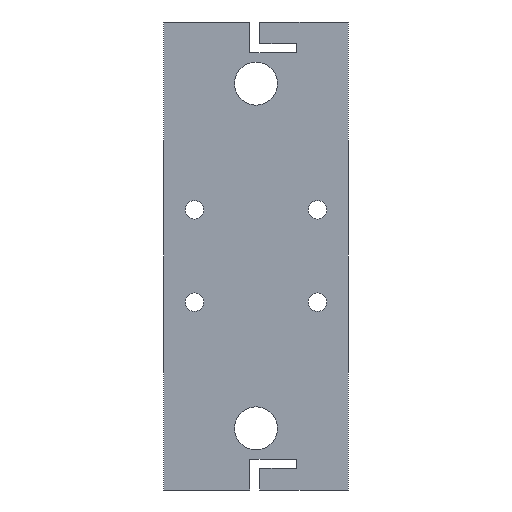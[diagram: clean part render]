
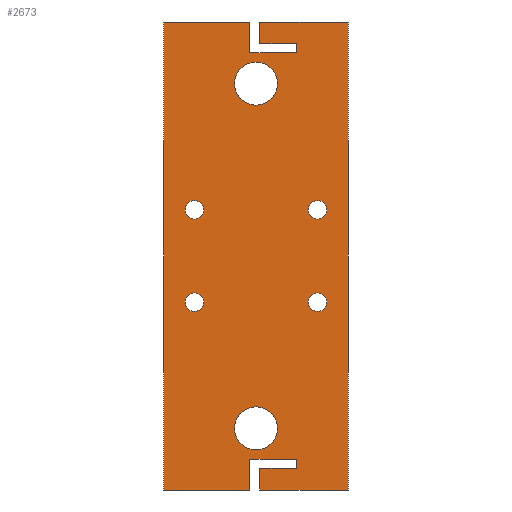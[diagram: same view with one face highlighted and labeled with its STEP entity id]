
A CAD part, front view. The second image highlights one B-rep face of the part: STEP entity #2673.
In plain terms, the highlighted planar face has unit normal (0, -1, 0).
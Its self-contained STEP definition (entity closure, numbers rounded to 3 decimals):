
#25=FACE_BOUND('',#303,.T.);
#26=FACE_BOUND('',#304,.T.);
#27=FACE_BOUND('',#305,.T.);
#28=FACE_BOUND('',#306,.T.);
#29=FACE_BOUND('',#307,.T.);
#30=FACE_BOUND('',#308,.T.);
#53=PLANE('',#2845);
#160=FACE_OUTER_BOUND('',#302,.T.);
#302=EDGE_LOOP('',(#1956,#1957,#1958,#1959,#1960,#1961,#1962,#1963,#1964,
#1965,#1966,#1967,#1968,#1969,#1970,#1971));
#303=EDGE_LOOP('',(#1972));
#304=EDGE_LOOP('',(#1973));
#305=EDGE_LOOP('',(#1974));
#306=EDGE_LOOP('',(#1975));
#307=EDGE_LOOP('',(#1976));
#308=EDGE_LOOP('',(#1977));
#422=CIRCLE('',#2846,3.5);
#423=CIRCLE('',#2847,3.5);
#424=CIRCLE('',#2848,1.5);
#425=CIRCLE('',#2849,1.5);
#426=CIRCLE('',#2850,1.5);
#427=CIRCLE('',#2851,1.5);
#698=LINE('',#5778,#884);
#699=LINE('',#5780,#885);
#700=LINE('',#5782,#886);
#701=LINE('',#5784,#887);
#702=LINE('',#5786,#888);
#703=LINE('',#5788,#889);
#704=LINE('',#5790,#890);
#705=LINE('',#5792,#891);
#706=LINE('',#5794,#892);
#707=LINE('',#5796,#893);
#708=LINE('',#5798,#894);
#709=LINE('',#5800,#895);
#710=LINE('',#5802,#896);
#711=LINE('',#5804,#897);
#712=LINE('',#5806,#898);
#713=LINE('',#5807,#899);
#884=VECTOR('',#3181,10.);
#885=VECTOR('',#3182,10.);
#886=VECTOR('',#3183,10.);
#887=VECTOR('',#3184,10.);
#888=VECTOR('',#3185,10.);
#889=VECTOR('',#3186,10.);
#890=VECTOR('',#3187,10.);
#891=VECTOR('',#3188,10.);
#892=VECTOR('',#3189,10.);
#893=VECTOR('',#3190,10.);
#894=VECTOR('',#3191,10.);
#895=VECTOR('',#3192,10.);
#896=VECTOR('',#3193,10.);
#897=VECTOR('',#3194,10.);
#898=VECTOR('',#3195,10.);
#899=VECTOR('',#3196,10.);
#1168=VERTEX_POINT('',#5776);
#1169=VERTEX_POINT('',#5777);
#1170=VERTEX_POINT('',#5779);
#1171=VERTEX_POINT('',#5781);
#1172=VERTEX_POINT('',#5783);
#1173=VERTEX_POINT('',#5785);
#1174=VERTEX_POINT('',#5787);
#1175=VERTEX_POINT('',#5789);
#1176=VERTEX_POINT('',#5791);
#1177=VERTEX_POINT('',#5793);
#1178=VERTEX_POINT('',#5795);
#1179=VERTEX_POINT('',#5797);
#1180=VERTEX_POINT('',#5799);
#1181=VERTEX_POINT('',#5801);
#1182=VERTEX_POINT('',#5803);
#1183=VERTEX_POINT('',#5805);
#1184=VERTEX_POINT('',#5808);
#1185=VERTEX_POINT('',#5810);
#1186=VERTEX_POINT('',#5812);
#1187=VERTEX_POINT('',#5814);
#1188=VERTEX_POINT('',#5816);
#1189=VERTEX_POINT('',#5818);
#1494=EDGE_CURVE('',#1168,#1169,#698,.T.);
#1495=EDGE_CURVE('',#1170,#1168,#699,.T.);
#1496=EDGE_CURVE('',#1171,#1170,#700,.T.);
#1497=EDGE_CURVE('',#1172,#1171,#701,.T.);
#1498=EDGE_CURVE('',#1173,#1172,#702,.T.);
#1499=EDGE_CURVE('',#1174,#1173,#703,.T.);
#1500=EDGE_CURVE('',#1175,#1174,#704,.T.);
#1501=EDGE_CURVE('',#1176,#1175,#705,.T.);
#1502=EDGE_CURVE('',#1177,#1176,#706,.T.);
#1503=EDGE_CURVE('',#1178,#1177,#707,.T.);
#1504=EDGE_CURVE('',#1179,#1178,#708,.T.);
#1505=EDGE_CURVE('',#1180,#1179,#709,.T.);
#1506=EDGE_CURVE('',#1181,#1180,#710,.T.);
#1507=EDGE_CURVE('',#1182,#1181,#711,.T.);
#1508=EDGE_CURVE('',#1183,#1182,#712,.T.);
#1509=EDGE_CURVE('',#1169,#1183,#713,.T.);
#1510=EDGE_CURVE('',#1184,#1184,#422,.T.);
#1511=EDGE_CURVE('',#1185,#1185,#423,.T.);
#1512=EDGE_CURVE('',#1186,#1186,#424,.T.);
#1513=EDGE_CURVE('',#1187,#1187,#425,.T.);
#1514=EDGE_CURVE('',#1188,#1188,#426,.T.);
#1515=EDGE_CURVE('',#1189,#1189,#427,.T.);
#1956=ORIENTED_EDGE('',*,*,#1494,.F.);
#1957=ORIENTED_EDGE('',*,*,#1495,.F.);
#1958=ORIENTED_EDGE('',*,*,#1496,.F.);
#1959=ORIENTED_EDGE('',*,*,#1497,.F.);
#1960=ORIENTED_EDGE('',*,*,#1498,.F.);
#1961=ORIENTED_EDGE('',*,*,#1499,.F.);
#1962=ORIENTED_EDGE('',*,*,#1500,.F.);
#1963=ORIENTED_EDGE('',*,*,#1501,.F.);
#1964=ORIENTED_EDGE('',*,*,#1502,.F.);
#1965=ORIENTED_EDGE('',*,*,#1503,.F.);
#1966=ORIENTED_EDGE('',*,*,#1504,.F.);
#1967=ORIENTED_EDGE('',*,*,#1505,.F.);
#1968=ORIENTED_EDGE('',*,*,#1506,.F.);
#1969=ORIENTED_EDGE('',*,*,#1507,.F.);
#1970=ORIENTED_EDGE('',*,*,#1508,.F.);
#1971=ORIENTED_EDGE('',*,*,#1509,.F.);
#1972=ORIENTED_EDGE('',*,*,#1510,.F.);
#1973=ORIENTED_EDGE('',*,*,#1511,.F.);
#1974=ORIENTED_EDGE('',*,*,#1512,.F.);
#1975=ORIENTED_EDGE('',*,*,#1513,.F.);
#1976=ORIENTED_EDGE('',*,*,#1514,.F.);
#1977=ORIENTED_EDGE('',*,*,#1515,.F.);
#2673=ADVANCED_FACE('',(#160,#25,#26,#27,#28,#29,#30),#53,.T.);
#2845=AXIS2_PLACEMENT_3D('',#5775,#3179,#3180);
#2846=AXIS2_PLACEMENT_3D('',#5809,#3197,#3198);
#2847=AXIS2_PLACEMENT_3D('',#5811,#3199,#3200);
#2848=AXIS2_PLACEMENT_3D('',#5813,#3201,#3202);
#2849=AXIS2_PLACEMENT_3D('',#5815,#3203,#3204);
#2850=AXIS2_PLACEMENT_3D('',#5817,#3205,#3206);
#2851=AXIS2_PLACEMENT_3D('',#5819,#3207,#3208);
#3179=DIRECTION('center_axis',(0.,-1.,0.));
#3180=DIRECTION('ref_axis',(0.,0.,-1.));
#3181=DIRECTION('',(0.,0.,-1.));
#3182=DIRECTION('',(-1.,0.,0.));
#3183=DIRECTION('',(0.,0.,1.));
#3184=DIRECTION('',(1.,0.,0.));
#3185=DIRECTION('',(0.,0.,1.));
#3186=DIRECTION('',(-1.,0.,0.));
#3187=DIRECTION('',(0.,0.,-1.));
#3188=DIRECTION('',(1.,0.,0.));
#3189=DIRECTION('',(0.,0.,1.));
#3190=DIRECTION('',(-1.,0.,0.));
#3191=DIRECTION('',(0.,0.,1.));
#3192=DIRECTION('',(1.,0.,0.));
#3193=DIRECTION('',(0.,0.,-1.));
#3194=DIRECTION('',(1.,0.,0.));
#3195=DIRECTION('',(0.,0.,1.));
#3196=DIRECTION('',(-1.,0.,0.));
#3197=DIRECTION('center_axis',(0.,-1.,0.));
#3198=DIRECTION('ref_axis',(1.,0.,0.));
#3199=DIRECTION('center_axis',(0.,-1.,0.));
#3200=DIRECTION('ref_axis',(1.,0.,0.));
#3201=DIRECTION('center_axis',(0.,-1.,0.));
#3202=DIRECTION('ref_axis',(1.,0.,0.));
#3203=DIRECTION('center_axis',(0.,-1.,0.));
#3204=DIRECTION('ref_axis',(1.,0.,0.));
#3205=DIRECTION('center_axis',(0.,-1.,0.));
#3206=DIRECTION('ref_axis',(1.,0.,0.));
#3207=DIRECTION('center_axis',(0.,-1.,0.));
#3208=DIRECTION('ref_axis',(1.,0.,0.));
#5775=CARTESIAN_POINT('Origin',(0.,6.,0.));
#5776=CARTESIAN_POINT('',(11.,6.,-68.));
#5777=CARTESIAN_POINT('',(11.,6.,-73.));
#5778=CARTESIAN_POINT('',(11.,6.,-34.));
#5779=CARTESIAN_POINT('',(18.6,6.,-68.));
#5780=CARTESIAN_POINT('',(9.3,6.,-68.));
#5781=CARTESIAN_POINT('',(18.6,6.,-69.5));
#5782=CARTESIAN_POINT('',(18.6,6.,-34.75));
#5783=CARTESIAN_POINT('',(12.6,6.,-69.5));
#5784=CARTESIAN_POINT('',(6.3,6.,-69.5));
#5785=CARTESIAN_POINT('',(12.6,6.,-73.));
#5786=CARTESIAN_POINT('',(12.6,6.,-35.5));
#5787=CARTESIAN_POINT('',(27.,6.,-73.));
#5788=CARTESIAN_POINT('',(0.,6.,-73.));
#5789=CARTESIAN_POINT('',(27.,6.,3.));
#5790=CARTESIAN_POINT('',(27.,6.,-17.5));
#5791=CARTESIAN_POINT('',(12.6,6.,3.));
#5792=CARTESIAN_POINT('',(0.,6.,3.));
#5793=CARTESIAN_POINT('',(12.6,6.,-0.5));
#5794=CARTESIAN_POINT('',(12.6,6.,0.5));
#5795=CARTESIAN_POINT('',(18.6,6.,-0.5));
#5796=CARTESIAN_POINT('',(6.3,6.,-0.5));
#5797=CARTESIAN_POINT('',(18.6,6.,-2.));
#5798=CARTESIAN_POINT('',(18.6,6.,-0.25));
#5799=CARTESIAN_POINT('',(11.,6.,-2.));
#5800=CARTESIAN_POINT('',(9.3,6.,-2.));
#5801=CARTESIAN_POINT('',(11.,6.,3.));
#5802=CARTESIAN_POINT('',(11.,6.,-1.));
#5803=CARTESIAN_POINT('',(-3.,6.,3.));
#5804=CARTESIAN_POINT('',(0.,6.,3.));
#5805=CARTESIAN_POINT('',(-3.,6.,-73.));
#5806=CARTESIAN_POINT('',(-3.,6.,-17.5));
#5807=CARTESIAN_POINT('',(0.,6.,-73.));
#5808=CARTESIAN_POINT('',(8.5,6.,-63.));
#5809=CARTESIAN_POINT('Origin',(12.,6.,-63.));
#5810=CARTESIAN_POINT('',(8.5,6.,-7.));
#5811=CARTESIAN_POINT('Origin',(12.,6.,-7.));
#5812=CARTESIAN_POINT('',(20.5,6.,-42.5));
#5813=CARTESIAN_POINT('Origin',(22.,6.,-42.5));
#5814=CARTESIAN_POINT('',(0.5,6.,-27.5));
#5815=CARTESIAN_POINT('Origin',(2.,6.,-27.5));
#5816=CARTESIAN_POINT('',(0.5,6.,-42.5));
#5817=CARTESIAN_POINT('Origin',(2.,6.,-42.5));
#5818=CARTESIAN_POINT('',(20.5,6.,-27.5));
#5819=CARTESIAN_POINT('Origin',(22.,6.,-27.5));
